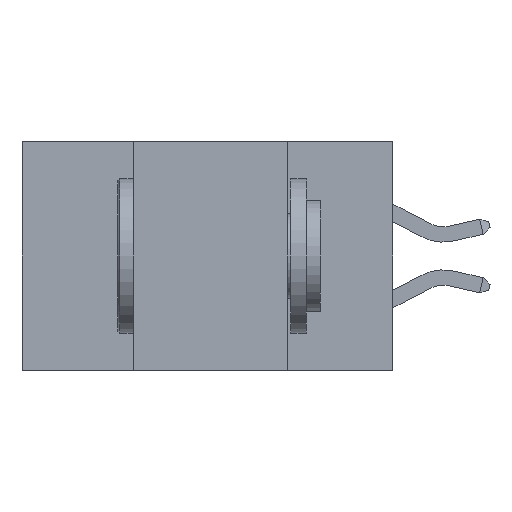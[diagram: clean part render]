
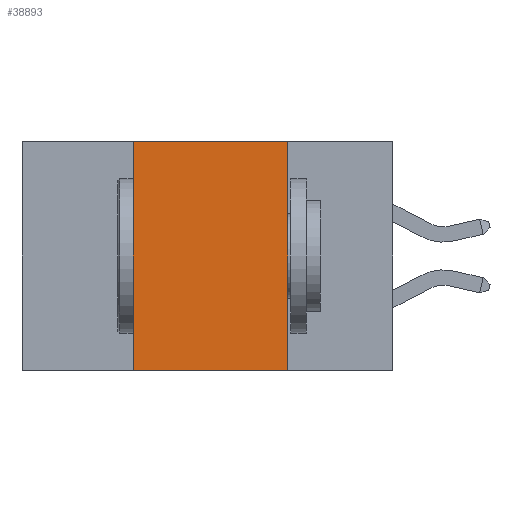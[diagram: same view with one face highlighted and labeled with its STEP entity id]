
A CAD part, left-side view. The second image highlights one B-rep face of the part: STEP entity #38893.
In plain terms, the highlighted planar face has unit normal (-1, 0, 0).
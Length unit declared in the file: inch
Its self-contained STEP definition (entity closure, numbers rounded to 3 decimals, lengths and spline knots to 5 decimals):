
#858 = FACE_OUTER_BOUND ( 'NONE', #38918, .T. ) ;
#1059 = VECTOR ( 'NONE', #31579, 39.37008 ) ;
#5679 = CARTESIAN_POINT ( 'NONE',  ( 0., 0.42, 0. ) ) ;
#5959 = ORIENTED_EDGE ( 'NONE', *, *, #22305, .F. ) ;
#6255 = LINE ( 'NONE', #36811, #1059 ) ;
#6597 = LINE ( 'NONE', #26702, #15199 ) ;
#6854 = PLANE ( 'NONE',  #15515 ) ;
#8784 = DIRECTION ( 'NONE',  ( 0., -1., 0. ) ) ;
#9721 = EDGE_CURVE ( 'NONE', #33967, #30145, #6597, .T. ) ;
#9848 = LINE ( 'NONE', #11590, #36859 ) ;
#10183 = DIRECTION ( 'NONE',  ( 0., -1., 0. ) ) ;
#10784 = EDGE_CURVE ( 'NONE', #32779, #30145, #9848, .T. ) ;
#11590 = CARTESIAN_POINT ( 'NONE',  ( 0., 0.17, 0. ) ) ;
#12721 = DIRECTION ( 'NONE',  ( 1., 0., 0. ) ) ;
#15199 = VECTOR ( 'NONE', #8784, 39.37008 ) ;
#15515 = AXIS2_PLACEMENT_3D ( 'NONE', #24779, #12721, #33882 ) ;
#16281 = CARTESIAN_POINT ( 'NONE',  ( 0., 0.6, 0. ) ) ;
#17224 = ORIENTED_EDGE ( 'NONE', *, *, #10784, .F. ) ;
#21249 = DIRECTION ( 'NONE',  ( 0., 0., -1. ) ) ;
#22305 = EDGE_CURVE ( 'NONE', #24916, #32779, #25116, .T. ) ;
#24779 = CARTESIAN_POINT ( 'NONE',  ( 0., 0.6, 0. ) ) ;
#24916 = VERTEX_POINT ( 'NONE', #5679 ) ;
#25116 = LINE ( 'NONE', #16281, #34098 ) ;
#26081 = CARTESIAN_POINT ( 'NONE',  ( 0., 0.42, -0.37 ) ) ;
#26702 = CARTESIAN_POINT ( 'NONE',  ( 0., 0.6, -0.37 ) ) ;
#27048 = ORIENTED_EDGE ( 'NONE', *, *, #9721, .T. ) ;
#28002 = CARTESIAN_POINT ( 'NONE',  ( 0., 0.17, -0.37 ) ) ;
#28104 = EDGE_CURVE ( 'NONE', #33967, #24916, #6255, .T. ) ;
#29625 = CARTESIAN_POINT ( 'NONE',  ( 0., 0.17, 0. ) ) ;
#30145 = VERTEX_POINT ( 'NONE', #28002 ) ;
#31579 = DIRECTION ( 'NONE',  ( 0., 0., 1. ) ) ;
#32779 = VERTEX_POINT ( 'NONE', #29625 ) ;
#33882 = DIRECTION ( 'NONE',  ( 0., 0., -1. ) ) ;
#33967 = VERTEX_POINT ( 'NONE', #26081 ) ;
#34098 = VECTOR ( 'NONE', #10183, 39.37008 ) ;
#36811 = CARTESIAN_POINT ( 'NONE',  ( 0., 0.42, 0. ) ) ;
#36859 = VECTOR ( 'NONE', #21249, 39.37008 ) ;
#38524 = ORIENTED_EDGE ( 'NONE', *, *, #28104, .F. ) ;
#38893 = ADVANCED_FACE ( 'NONE', ( #858 ), #6854, .F. ) ;
#38918 = EDGE_LOOP ( 'NONE', ( #17224, #5959, #38524, #27048 ) ) ;
